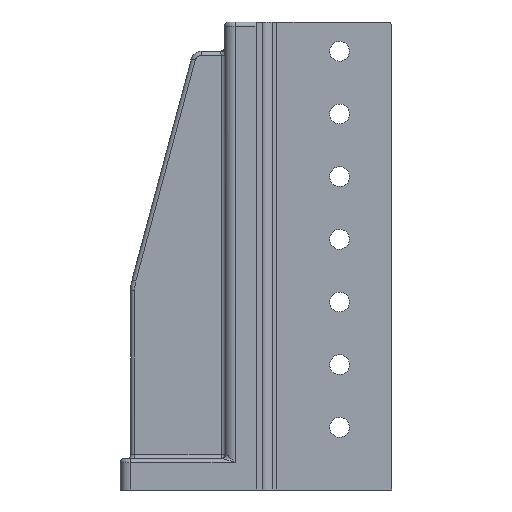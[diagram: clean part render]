
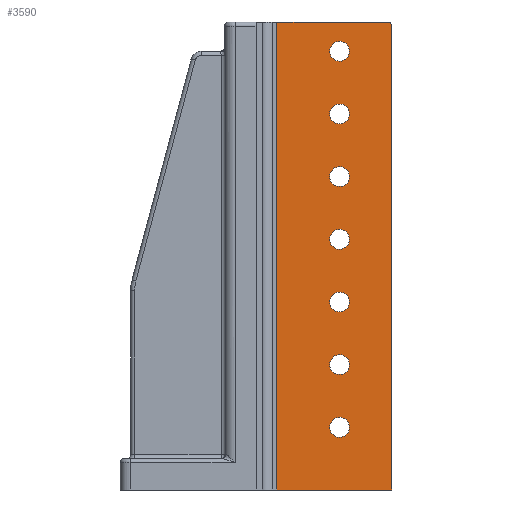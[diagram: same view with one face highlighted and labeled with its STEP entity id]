
A CAD part, left-side view. The second image highlights one B-rep face of the part: STEP entity #3590.
In plain terms, the highlighted planar face has unit normal (-1, 0, 0).
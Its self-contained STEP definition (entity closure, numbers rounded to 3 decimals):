
#316=CARTESIAN_POINT('Vertex',(40.,-25.,0.)) ;
#319=CARTESIAN_POINT('Line Origine',(40.,2.5,0.)) ;
#323=CARTESIAN_POINT('Vertex',(40.,30.,0.)) ;
#1208=CARTESIAN_POINT('Axis2P3D Location',(40.,0.,210.)) ;
#1212=CARTESIAN_POINT('Vertex',(40.,4.169,207.723)) ;
#1214=CARTESIAN_POINT('Vertex',(40.,-4.169,212.277)) ;
#1234=CARTESIAN_POINT('Axis2P3D Location',(40.,0.,210.)) ;
#1251=CARTESIAN_POINT('Axis2P3D Location',(40.,0.,180.)) ;
#1255=CARTESIAN_POINT('Vertex',(40.,4.169,177.723)) ;
#1257=CARTESIAN_POINT('Vertex',(40.,-4.169,182.277)) ;
#1277=CARTESIAN_POINT('Axis2P3D Location',(40.,0.,180.)) ;
#1294=CARTESIAN_POINT('Axis2P3D Location',(40.,0.,150.)) ;
#1298=CARTESIAN_POINT('Vertex',(40.,4.169,147.723)) ;
#1300=CARTESIAN_POINT('Vertex',(40.,-4.169,152.277)) ;
#1320=CARTESIAN_POINT('Axis2P3D Location',(40.,0.,150.)) ;
#1337=CARTESIAN_POINT('Axis2P3D Location',(40.,0.,120.)) ;
#1341=CARTESIAN_POINT('Vertex',(40.,4.169,117.723)) ;
#1343=CARTESIAN_POINT('Vertex',(40.,-4.169,122.277)) ;
#1363=CARTESIAN_POINT('Axis2P3D Location',(40.,0.,120.)) ;
#1380=CARTESIAN_POINT('Axis2P3D Location',(40.,0.,90.)) ;
#1384=CARTESIAN_POINT('Vertex',(40.,4.169,87.723)) ;
#1386=CARTESIAN_POINT('Vertex',(40.,-4.169,92.277)) ;
#1406=CARTESIAN_POINT('Axis2P3D Location',(40.,0.,90.)) ;
#1423=CARTESIAN_POINT('Axis2P3D Location',(40.,0.,30.)) ;
#1427=CARTESIAN_POINT('Vertex',(40.,-4.169,32.277)) ;
#1429=CARTESIAN_POINT('Vertex',(40.,4.169,27.723)) ;
#1449=CARTESIAN_POINT('Axis2P3D Location',(40.,0.,30.)) ;
#1466=CARTESIAN_POINT('Axis2P3D Location',(40.,0.,60.)) ;
#1470=CARTESIAN_POINT('Vertex',(40.,4.169,57.723)) ;
#1472=CARTESIAN_POINT('Vertex',(40.,-4.169,62.277)) ;
#1492=CARTESIAN_POINT('Axis2P3D Location',(40.,0.,60.)) ;
#1837=CARTESIAN_POINT('Line Origine',(40.,30.,7.5)) ;
#1841=CARTESIAN_POINT('Vertex',(40.,30.,15.)) ;
#1844=CARTESIAN_POINT('Line Origine',(40.,30.,119.5)) ;
#1848=CARTESIAN_POINT('Vertex',(40.,30.,224.)) ;
#3522=CARTESIAN_POINT('Axis2P3D Location',(40.,30.,0.)) ;
#3527=CARTESIAN_POINT('Line Origine',(40.,3.5,224.)) ;
#3531=CARTESIAN_POINT('Vertex',(40.,-23.,224.)) ;
#3534=CARTESIAN_POINT('Line Origine',(40.,-25.,7.5)) ;
#3538=CARTESIAN_POINT('Vertex',(40.,-25.,15.)) ;
#3541=CARTESIAN_POINT('Line Origine',(40.,-25.,118.5)) ;
#3545=CARTESIAN_POINT('Vertex',(40.,-25.,222.)) ;
#3548=CARTESIAN_POINT('Axis2P3D Location',(40.,-23.,222.)) ;
#320=DIRECTION('Vector Direction',(0.,-1.,0.)) ;
#1209=DIRECTION('Axis2P3D Direction',(-1.,0.,0.)) ;
#1235=DIRECTION('Axis2P3D Direction',(-1.,0.,0.)) ;
#1252=DIRECTION('Axis2P3D Direction',(-1.,0.,0.)) ;
#1278=DIRECTION('Axis2P3D Direction',(-1.,0.,0.)) ;
#1295=DIRECTION('Axis2P3D Direction',(-1.,0.,0.)) ;
#1321=DIRECTION('Axis2P3D Direction',(-1.,0.,0.)) ;
#1338=DIRECTION('Axis2P3D Direction',(-1.,0.,0.)) ;
#1364=DIRECTION('Axis2P3D Direction',(-1.,0.,0.)) ;
#1381=DIRECTION('Axis2P3D Direction',(-1.,0.,0.)) ;
#1407=DIRECTION('Axis2P3D Direction',(-1.,0.,0.)) ;
#1424=DIRECTION('Axis2P3D Direction',(-1.,0.,-0.)) ;
#1450=DIRECTION('Axis2P3D Direction',(-1.,0.,-0.)) ;
#1467=DIRECTION('Axis2P3D Direction',(-1.,0.,0.)) ;
#1493=DIRECTION('Axis2P3D Direction',(-1.,0.,0.)) ;
#1838=DIRECTION('Vector Direction',(0.,0.,1.)) ;
#1845=DIRECTION('Vector Direction',(0.,0.,1.)) ;
#3523=DIRECTION('Axis2P3D Direction',(-1.,0.,0.)) ;
#3524=DIRECTION('Axis2P3D XDirection',(0.,-1.,0.)) ;
#3528=DIRECTION('Vector Direction',(0.,-1.,0.)) ;
#3535=DIRECTION('Vector Direction',(0.,0.,1.)) ;
#3542=DIRECTION('Vector Direction',(0.,0.,1.)) ;
#3549=DIRECTION('Axis2P3D Direction',(-1.,0.,0.)) ;
#1210=AXIS2_PLACEMENT_3D('Circle Axis2P3D',#1208,#1209,$) ;
#1236=AXIS2_PLACEMENT_3D('Circle Axis2P3D',#1234,#1235,$) ;
#1253=AXIS2_PLACEMENT_3D('Circle Axis2P3D',#1251,#1252,$) ;
#1279=AXIS2_PLACEMENT_3D('Circle Axis2P3D',#1277,#1278,$) ;
#1296=AXIS2_PLACEMENT_3D('Circle Axis2P3D',#1294,#1295,$) ;
#1322=AXIS2_PLACEMENT_3D('Circle Axis2P3D',#1320,#1321,$) ;
#1339=AXIS2_PLACEMENT_3D('Circle Axis2P3D',#1337,#1338,$) ;
#1365=AXIS2_PLACEMENT_3D('Circle Axis2P3D',#1363,#1364,$) ;
#1382=AXIS2_PLACEMENT_3D('Circle Axis2P3D',#1380,#1381,$) ;
#1408=AXIS2_PLACEMENT_3D('Circle Axis2P3D',#1406,#1407,$) ;
#1425=AXIS2_PLACEMENT_3D('Circle Axis2P3D',#1423,#1424,$) ;
#1451=AXIS2_PLACEMENT_3D('Circle Axis2P3D',#1449,#1450,$) ;
#1468=AXIS2_PLACEMENT_3D('Circle Axis2P3D',#1466,#1467,$) ;
#1494=AXIS2_PLACEMENT_3D('Circle Axis2P3D',#1492,#1493,$) ;
#3525=AXIS2_PLACEMENT_3D('Plane Axis2P3D',#3522,#3523,#3524) ;
#3550=AXIS2_PLACEMENT_3D('Circle Axis2P3D',#3548,#3549,$) ;
#3554=ORIENTED_EDGE('',*,*,#3533,.F.) ;
#3555=ORIENTED_EDGE('',*,*,#1850,.F.) ;
#3556=ORIENTED_EDGE('',*,*,#1843,.F.) ;
#3557=ORIENTED_EDGE('',*,*,#325,.T.) ;
#3558=ORIENTED_EDGE('',*,*,#3540,.T.) ;
#3559=ORIENTED_EDGE('',*,*,#3547,.T.) ;
#3560=ORIENTED_EDGE('',*,*,#3552,.F.) ;
#3563=ORIENTED_EDGE('',*,*,#1496,.F.) ;
#3564=ORIENTED_EDGE('',*,*,#1474,.F.) ;
#3567=ORIENTED_EDGE('',*,*,#1453,.F.) ;
#3568=ORIENTED_EDGE('',*,*,#1431,.F.) ;
#3571=ORIENTED_EDGE('',*,*,#1410,.F.) ;
#3572=ORIENTED_EDGE('',*,*,#1388,.F.) ;
#3575=ORIENTED_EDGE('',*,*,#1367,.F.) ;
#3576=ORIENTED_EDGE('',*,*,#1345,.F.) ;
#3579=ORIENTED_EDGE('',*,*,#1324,.F.) ;
#3580=ORIENTED_EDGE('',*,*,#1302,.F.) ;
#3583=ORIENTED_EDGE('',*,*,#1281,.F.) ;
#3584=ORIENTED_EDGE('',*,*,#1259,.F.) ;
#3587=ORIENTED_EDGE('',*,*,#1238,.F.) ;
#3588=ORIENTED_EDGE('',*,*,#1216,.F.) ;
#3565=FACE_BOUND('',#3562,.T.) ;
#3569=FACE_BOUND('',#3566,.T.) ;
#3573=FACE_BOUND('',#3570,.T.) ;
#3577=FACE_BOUND('',#3574,.T.) ;
#3581=FACE_BOUND('',#3578,.T.) ;
#3585=FACE_BOUND('',#3582,.T.) ;
#3589=FACE_BOUND('',#3586,.T.) ;
#321=VECTOR('Line Direction',#320,1.) ;
#1839=VECTOR('Line Direction',#1838,1.) ;
#1846=VECTOR('Line Direction',#1845,1.) ;
#3529=VECTOR('Line Direction',#3528,1.) ;
#3536=VECTOR('Line Direction',#3535,1.) ;
#3543=VECTOR('Line Direction',#3542,1.) ;
#3590=ADVANCED_FACE('PartBody',(#3561,#3565,#3569,#3573,#3577,#3581,#3585,#3589),#3526,.T.) ;
#1211=CIRCLE('generated circle',#1210,4.75) ;
#1237=CIRCLE('generated circle',#1236,4.75) ;
#1254=CIRCLE('generated circle',#1253,4.75) ;
#1280=CIRCLE('generated circle',#1279,4.75) ;
#1297=CIRCLE('generated circle',#1296,4.75) ;
#1323=CIRCLE('generated circle',#1322,4.75) ;
#1340=CIRCLE('generated circle',#1339,4.75) ;
#1366=CIRCLE('generated circle',#1365,4.75) ;
#1383=CIRCLE('generated circle',#1382,4.75) ;
#1409=CIRCLE('generated circle',#1408,4.75) ;
#1426=CIRCLE('generated circle',#1425,4.75) ;
#1452=CIRCLE('generated circle',#1451,4.75) ;
#1469=CIRCLE('generated circle',#1468,4.75) ;
#1495=CIRCLE('generated circle',#1494,4.75) ;
#3551=CIRCLE('generated circle',#3550,2.) ;
#325=EDGE_CURVE('',#324,#317,#322,.T.) ;
#1216=EDGE_CURVE('',#1213,#1215,#1211,.T.) ;
#1238=EDGE_CURVE('',#1215,#1213,#1237,.T.) ;
#1259=EDGE_CURVE('',#1256,#1258,#1254,.T.) ;
#1281=EDGE_CURVE('',#1258,#1256,#1280,.T.) ;
#1302=EDGE_CURVE('',#1299,#1301,#1297,.T.) ;
#1324=EDGE_CURVE('',#1301,#1299,#1323,.T.) ;
#1345=EDGE_CURVE('',#1342,#1344,#1340,.T.) ;
#1367=EDGE_CURVE('',#1344,#1342,#1366,.T.) ;
#1388=EDGE_CURVE('',#1385,#1387,#1383,.T.) ;
#1410=EDGE_CURVE('',#1387,#1385,#1409,.T.) ;
#1431=EDGE_CURVE('',#1428,#1430,#1426,.T.) ;
#1453=EDGE_CURVE('',#1430,#1428,#1452,.T.) ;
#1474=EDGE_CURVE('',#1471,#1473,#1469,.T.) ;
#1496=EDGE_CURVE('',#1473,#1471,#1495,.T.) ;
#1843=EDGE_CURVE('',#324,#1842,#1840,.T.) ;
#1850=EDGE_CURVE('',#1842,#1849,#1847,.T.) ;
#3533=EDGE_CURVE('',#1849,#3532,#3530,.T.) ;
#3540=EDGE_CURVE('',#317,#3539,#3537,.T.) ;
#3547=EDGE_CURVE('',#3539,#3546,#3544,.T.) ;
#3552=EDGE_CURVE('',#3532,#3546,#3551,.F.) ;
#3553=EDGE_LOOP('',(#3554,#3555,#3556,#3557,#3558,#3559,#3560)) ;
#3562=EDGE_LOOP('',(#3563,#3564)) ;
#3566=EDGE_LOOP('',(#3567,#3568)) ;
#3570=EDGE_LOOP('',(#3571,#3572)) ;
#3574=EDGE_LOOP('',(#3575,#3576)) ;
#3578=EDGE_LOOP('',(#3579,#3580)) ;
#3582=EDGE_LOOP('',(#3583,#3584)) ;
#3586=EDGE_LOOP('',(#3587,#3588)) ;
#3561=FACE_OUTER_BOUND('',#3553,.T.) ;
#322=LINE('Line',#319,#321) ;
#1840=LINE('Line',#1837,#1839) ;
#1847=LINE('Line',#1844,#1846) ;
#3530=LINE('Line',#3527,#3529) ;
#3537=LINE('Line',#3534,#3536) ;
#3544=LINE('Line',#3541,#3543) ;
#3526=PLANE('',#3525) ;
#317=VERTEX_POINT('',#316) ;
#324=VERTEX_POINT('',#323) ;
#1213=VERTEX_POINT('',#1212) ;
#1215=VERTEX_POINT('',#1214) ;
#1256=VERTEX_POINT('',#1255) ;
#1258=VERTEX_POINT('',#1257) ;
#1299=VERTEX_POINT('',#1298) ;
#1301=VERTEX_POINT('',#1300) ;
#1342=VERTEX_POINT('',#1341) ;
#1344=VERTEX_POINT('',#1343) ;
#1385=VERTEX_POINT('',#1384) ;
#1387=VERTEX_POINT('',#1386) ;
#1428=VERTEX_POINT('',#1427) ;
#1430=VERTEX_POINT('',#1429) ;
#1471=VERTEX_POINT('',#1470) ;
#1473=VERTEX_POINT('',#1472) ;
#1842=VERTEX_POINT('',#1841) ;
#1849=VERTEX_POINT('',#1848) ;
#3532=VERTEX_POINT('',#3531) ;
#3539=VERTEX_POINT('',#3538) ;
#3546=VERTEX_POINT('',#3545) ;
